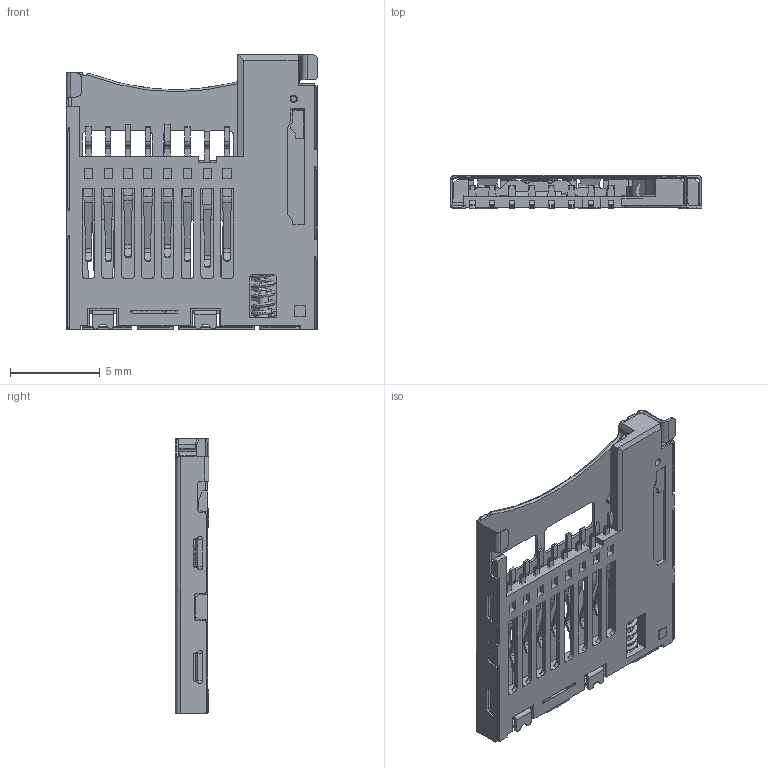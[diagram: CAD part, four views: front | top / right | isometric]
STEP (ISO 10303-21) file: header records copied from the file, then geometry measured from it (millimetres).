
FILE_DESCRIPTION((''),'2;1');
FILE_NAME('HABAB001KK00_ASM','2023-11-22T',('PLALX-SALES6'),(''),'PRO/ENGINEER BY PARAMETRIC TECHNOLOGY CORPORATION, 2015440','PRO/ENGINEER BY PARAMETRIC TECHNOLOGY CORPORATION, 2015440','');
FILE_SCHEMA(('AUTOMOTIVE_DESIGN { 1 0 10303 214 1 1 1 1 }'));
Products named in the file (20): SHELL_1; HOUSING_1; MANIFOLD_SOLID_BREP_29287; MANIFOLD_SOLID_BREP_30988; MANIFOLD_SOLID_BREP_32689; MANIFOLD_SOLID_BREP_34390; MANIFOLD_SOLID_BREP_36091; MANIFOLD_SOLID_BREP_37846; MANIFOLD_SOLID_BREP_39549; MANIFOLD_SOLID_BREP_41296; CONTACT_1_ASM_ASM; CONTACT2_1; _X2_96F64EF6_X0_1-21830_P-22290; CARD_ASM_1_ASM_ASM; HOUSING2_1; SPRING_1; ARJOI_1; ASM0004_ASM_1_ASM_ASM; ASM0015_ASM_ASM; HABAB001KK00_ASM
Assembly tree (19 placements, depth 5):
  HABAB001KK00_ASM
    ASM0015_ASM_ASM
      ASM0004_ASM_1_ASM_ASM
        SHELL_1
        HOUSING_1
        CONTACT_1_ASM_ASM
          MANIFOLD_SOLID_BREP_29287
          MANIFOLD_SOLID_BREP_30988
          MANIFOLD_SOLID_BREP_32689
          MANIFOLD_SOLID_BREP_34390
          MANIFOLD_SOLID_BREP_36091
          MANIFOLD_SOLID_BREP_37846
          MANIFOLD_SOLID_BREP_39549
          MANIFOLD_SOLID_BREP_41296
        CONTACT2_1
        CARD_ASM_1_ASM_ASM
          _X2_96F64EF6_X0_1-21830_P-22290
        HOUSING2_1
        SPRING_1
        ARJOI_1
Bounding box: 14 x 1.85 x 15.25 mm (x, y, z)
Volume: 116.1 mm3; surface area: 1075.8 mm2
Topology: 14 solids, 14 shells, 1349 faces, 3853 edges, 2531 vertices
Faces by surface type: plane 832, cylinder 425, torus 52, bspline 23, cone 17
Entity records: 64152 total; most frequent: CARTESIAN_POINT 13203, ORIENTED_EDGE 7706, DIRECTION 7372, PRESENTATION_STYLE_ASSIGNMENT 4225, STYLED_ITEM 4225, CURVE_STYLE 3853, EDGE_CURVE 3853, VECTOR 2704
